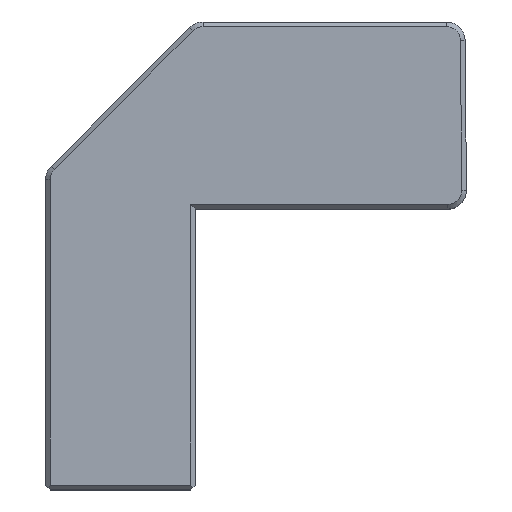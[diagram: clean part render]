
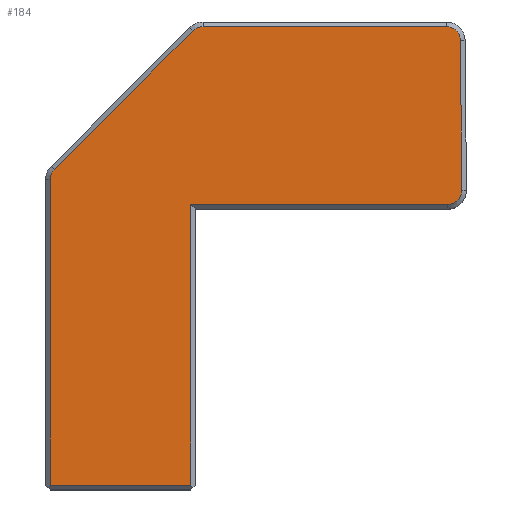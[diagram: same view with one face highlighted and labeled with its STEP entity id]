
A CAD part, top view. The second image highlights one B-rep face of the part: STEP entity #184.
In plain terms, the highlighted planar face has unit normal (0, 0, 1).
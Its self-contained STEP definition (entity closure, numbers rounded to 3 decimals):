
#184=ADVANCED_FACE('',(#396),#397,.T.);
#396=FACE_OUTER_BOUND('',#627,.T.);
#397=PLANE('',#628);
#627=EDGE_LOOP('',(#1113,#1114,#1115,#1116,#1117,#1118,#1119,#1120,#1121,#1122,#1123,#1124));
#628=AXIS2_PLACEMENT_3D('',#1125,#1126,#1127);
#1113=ORIENTED_EDGE('',*,*,#1537,.T.);
#1114=ORIENTED_EDGE('',*,*,#1487,.T.);
#1115=ORIENTED_EDGE('',*,*,#1452,.T.);
#1116=ORIENTED_EDGE('',*,*,#1470,.T.);
#1117=ORIENTED_EDGE('',*,*,#1566,.T.);
#1118=ORIENTED_EDGE('',*,*,#1567,.T.);
#1119=ORIENTED_EDGE('',*,*,#1568,.T.);
#1120=ORIENTED_EDGE('',*,*,#1428,.T.);
#1121=ORIENTED_EDGE('',*,*,#1558,.T.);
#1122=ORIENTED_EDGE('',*,*,#1569,.T.);
#1123=ORIENTED_EDGE('',*,*,#1417,.T.);
#1124=ORIENTED_EDGE('',*,*,#1501,.T.);
#1125=CARTESIAN_POINT('',(0.0,0.0,3.5));
#1126=DIRECTION('',(0.0,0.0,1.0));
#1127=DIRECTION('',(1.0,0.0,0.0));
#1417=EDGE_CURVE('',#1714,#1712,#1715,.T.);
#1428=EDGE_CURVE('',#1734,#1732,#1735,.T.);
#1452=EDGE_CURVE('',#1768,#1770,#1772,.T.);
#1470=EDGE_CURVE('',#1770,#1800,#1802,.T.);
#1487=EDGE_CURVE('',#1828,#1768,#1829,.T.);
#1501=EDGE_CURVE('',#1712,#1845,#1847,.T.);
#1537=EDGE_CURVE('',#1845,#1828,#1898,.T.);
#1558=EDGE_CURVE('',#1732,#1921,#1923,.T.);
#1566=EDGE_CURVE('',#1800,#1931,#1932,.T.);
#1567=EDGE_CURVE('',#1931,#1933,#1934,.T.);
#1568=EDGE_CURVE('',#1933,#1734,#1935,.T.);
#1569=EDGE_CURVE('',#1921,#1714,#1936,.T.);
#1712=VERTEX_POINT('',#2103);
#1714=VERTEX_POINT('',#2106);
#1715=LINE('',#2107,#2108);
#1732=VERTEX_POINT('',#2129);
#1734=VERTEX_POINT('',#2132);
#1735=LINE('',#2133,#2134);
#1768=VERTEX_POINT('',#2177);
#1770=VERTEX_POINT('',#2180);
#1772=CIRCLE('',#2183,0.75);
#1800=VERTEX_POINT('',#2215);
#1802=LINE('',#2218,#2219);
#1828=VERTEX_POINT('',#2257);
#1829=CIRCLE('',#2258,0.75);
#1845=VERTEX_POINT('',#2276);
#1847=LINE('',#2279,#2280);
#1898=LINE('',#2344,#2345);
#1921=VERTEX_POINT('',#2376);
#1923=CIRCLE('',#2379,0.75);
#1931=VERTEX_POINT('',#2387);
#1932=CIRCLE('',#2388,0.75);
#1933=VERTEX_POINT('',#2389);
#1934=LINE('',#2390,#2391);
#1935=CIRCLE('',#2392,0.75);
#1936=LINE('',#2393,#2394);
#2103=CARTESIAN_POINT('',(-3.5,-12.25,3.5));
#2106=CARTESIAN_POINT('',(-11.0,-12.25,3.5));
#2107=CARTESIAN_POINT('',(0.0,-12.25,3.5));
#2108=VECTOR('',#2548,1000.0);
#2129=CARTESIAN_POINT('',(-10.78,4.616,3.5));
#2132=CARTESIAN_POINT('',(-3.366,12.03,3.5));
#2133=CARTESIAN_POINT('',(-7.698,7.698,3.5));
#2134=VECTOR('',#2563,1000.0);
#2177=CARTESIAN_POINT('',(10.991,3.5,3.5));
#2180=CARTESIAN_POINT('',(10.991,3.507,3.5));
#2183=AXIS2_PLACEMENT_3D('',#2594,#2595,#2596);
#2215=CARTESIAN_POINT('',(10.921,11.507,3.5));
#2218=CARTESIAN_POINT('',(11.021,0.096,3.5));
#2219=VECTOR('',#2626,1000.0);
#2257=CARTESIAN_POINT('',(10.241,2.75,3.5));
#2258=AXIS2_PLACEMENT_3D('',#2639,#2640,#2641);
#2276=CARTESIAN_POINT('',(-3.5,2.75,3.5));
#2279=CARTESIAN_POINT('',(-3.5,0.,3.5));
#2280=VECTOR('',#2666,1000.0);
#2344=CARTESIAN_POINT('',(0.0,2.75,3.5));
#2345=VECTOR('',#2722,1000.0);
#2376=CARTESIAN_POINT('',(-11.0,4.086,3.5));
#2379=AXIS2_PLACEMENT_3D('',#2747,#2748,#2749);
#2387=CARTESIAN_POINT('',(10.171,12.25,3.5));
#2388=AXIS2_PLACEMENT_3D('',#2759,#2760,#2761);
#2389=CARTESIAN_POINT('',(-2.836,12.25,3.5));
#2390=CARTESIAN_POINT('',(0.0,12.25,3.5));
#2391=VECTOR('',#2762,1000.0);
#2392=AXIS2_PLACEMENT_3D('',#2763,#2764,#2765);
#2393=CARTESIAN_POINT('',(-11.0,0.0,3.5));
#2394=VECTOR('',#2766,1000.0);
#2548=DIRECTION('',(1.0,0.0,0.0));
#2563=DIRECTION('',(-0.707,-0.707,0.0));
#2594=CARTESIAN_POINT('',(10.241,3.5,3.5));
#2595=DIRECTION('',(0.0,0.0,1.0));
#2596=DIRECTION('',(1.0,0.0,0.0));
#2626=DIRECTION('',(-0.009,1.,0.0));
#2639=CARTESIAN_POINT('',(10.241,3.5,3.5));
#2640=DIRECTION('',(0.0,0.0,1.0));
#2641=DIRECTION('',(1.0,0.0,0.0));
#2666=DIRECTION('',(0.,1.0,0.0));
#2722=DIRECTION('',(1.0,0.0,0.0));
#2747=CARTESIAN_POINT('',(-10.25,4.086,3.5));
#2748=DIRECTION('',(0.0,0.0,1.0));
#2749=DIRECTION('',(1.0,0.0,0.0));
#2759=CARTESIAN_POINT('',(10.171,11.5,3.5));
#2760=DIRECTION('',(0.0,0.0,1.0));
#2761=DIRECTION('',(1.0,0.0,0.0));
#2762=DIRECTION('',(-1.0,0.0,0.0));
#2763=CARTESIAN_POINT('',(-2.836,11.5,3.5));
#2764=DIRECTION('',(0.0,0.0,1.0));
#2765=DIRECTION('',(1.0,0.0,0.0));
#2766=DIRECTION('',(0.0,-1.0,0.0));
